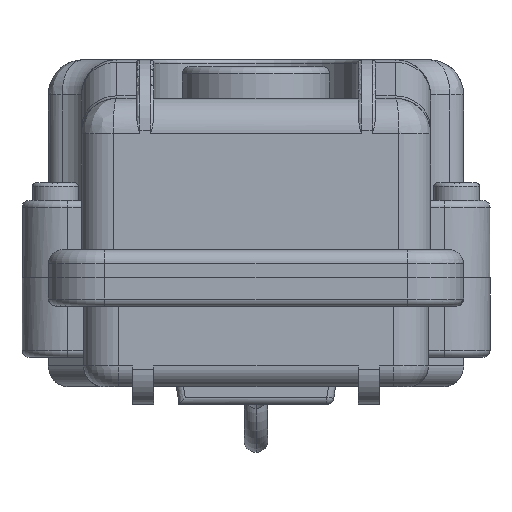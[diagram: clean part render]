
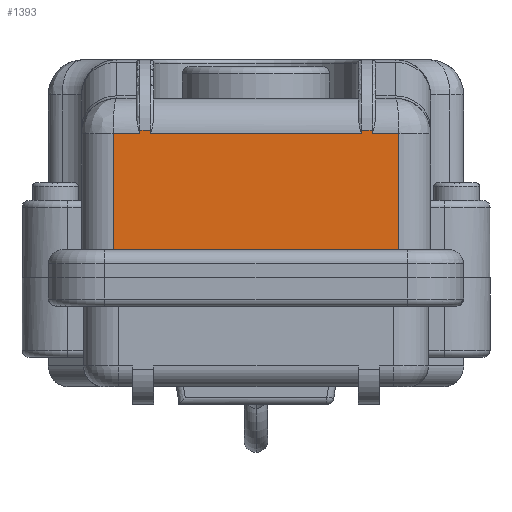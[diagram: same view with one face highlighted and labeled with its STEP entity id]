
A CAD part, front view. The second image highlights one B-rep face of the part: STEP entity #1393.
In plain terms, the highlighted planar face has unit normal (0, -1, 0).
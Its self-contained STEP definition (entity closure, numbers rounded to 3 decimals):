
#417 = ORIENTED_EDGE ( 'NONE', *, *, #30183, .T. ) ;
#562 = ORIENTED_EDGE ( 'NONE', *, *, #13339, .T. ) ;
#1316 = EDGE_CURVE ( 'NONE', #23270, #11107, #14502, .T. ) ;
#1393 = ADVANCED_FACE ( 'NONE', ( #25578 ), #25672, .F. ) ;
#1694 = CARTESIAN_POINT ( 'NONE',  ( 20.3, -171., 4. ) ) ;
#2000 = EDGE_CURVE ( 'NONE', #12320, #30593, #21837, .T. ) ;
#2292 = VERTEX_POINT ( 'NONE', #18646 ) ;
#2391 = DIRECTION ( 'NONE',  ( -1., 0., 0. ) ) ;
#3141 = DIRECTION ( 'NONE',  ( 0., 0., 1. ) ) ;
#3316 = LINE ( 'NONE', #9969, #21397 ) ;
#3500 = DIRECTION ( 'NONE',  ( -1., 0., 0. ) ) ;
#3851 = DIRECTION ( 'NONE',  ( 0., 0., -1. ) ) ;
#4276 = ORIENTED_EDGE ( 'NONE', *, *, #29348, .T. ) ;
#4442 = CARTESIAN_POINT ( 'NONE',  ( -20.3, -171., 20.5 ) ) ;
#4530 = EDGE_CURVE ( 'NONE', #11908, #26590, #24765, .T. ) ;
#5679 = CARTESIAN_POINT ( 'NONE',  ( -20.3, -171., 4. ) ) ;
#5766 = LINE ( 'NONE', #17291, #23850 ) ;
#5921 = VECTOR ( 'NONE', #2391, 1000. ) ;
#6131 = AXIS2_PLACEMENT_3D ( 'NONE', #9153, #11537, #28021 ) ;
#6578 = CARTESIAN_POINT ( 'NONE',  ( 15., -171., 21. ) ) ;
#6788 = CARTESIAN_POINT ( 'NONE',  ( -15., -171., 20.5 ) ) ;
#7434 = CARTESIAN_POINT ( 'NONE',  ( -16.5, -171., 20.5 ) ) ;
#7590 = EDGE_CURVE ( 'NONE', #26590, #15930, #27163, .T. ) ;
#7877 = ORIENTED_EDGE ( 'NONE', *, *, #14537, .T. ) ;
#8247 = VERTEX_POINT ( 'NONE', #1694 ) ;
#8273 = CARTESIAN_POINT ( 'NONE',  ( 16.5, -171., 20.5 ) ) ;
#8282 = VECTOR ( 'NONE', #15787, 1000. ) ;
#8492 = CARTESIAN_POINT ( 'NONE',  ( 15., -171., -164.871 ) ) ;
#8771 = DIRECTION ( 'NONE',  ( 0., 0., 1. ) ) ;
#8998 = LINE ( 'NONE', #17957, #8282 ) ;
#9153 = CARTESIAN_POINT ( 'NONE',  ( -20.3, -171., -164.871 ) ) ;
#9969 = CARTESIAN_POINT ( 'NONE',  ( -16.5, -171., 20.5 ) ) ;
#10105 = ORIENTED_EDGE ( 'NONE', *, *, #2000, .T. ) ;
#10342 = ORIENTED_EDGE ( 'NONE', *, *, #7590, .T. ) ;
#10354 = ORIENTED_EDGE ( 'NONE', *, *, #10980, .T. ) ;
#10980 = EDGE_CURVE ( 'NONE', #2292, #23763, #8998, .T. ) ;
#11107 = VERTEX_POINT ( 'NONE', #4442 ) ;
#11537 = DIRECTION ( 'NONE',  ( 0., 1., 0. ) ) ;
#11908 = VERTEX_POINT ( 'NONE', #29396 ) ;
#12218 = DIRECTION ( 'NONE',  ( 0., 0., 1. ) ) ;
#12320 = VERTEX_POINT ( 'NONE', #28645 ) ;
#12359 = DIRECTION ( 'NONE',  ( 0., 0., -1. ) ) ;
#12818 = EDGE_CURVE ( 'NONE', #23763, #12320, #22168, .T. ) ;
#13214 = LINE ( 'NONE', #23990, #25042 ) ;
#13339 = EDGE_CURVE ( 'NONE', #30593, #23270, #3316, .T. ) ;
#13344 = CARTESIAN_POINT ( 'NONE',  ( 14.5, -171., 21. ) ) ;
#13509 = CARTESIAN_POINT ( 'NONE',  ( -20.3, -171., 20.5 ) ) ;
#13846 = ORIENTED_EDGE ( 'NONE', *, *, #1316, .T. ) ;
#14502 = LINE ( 'NONE', #13509, #28512 ) ;
#14537 = EDGE_CURVE ( 'NONE', #8247, #11908, #13214, .T. ) ;
#14626 = VECTOR ( 'NONE', #8771, 1000. ) ;
#15787 = DIRECTION ( 'NONE',  ( -1., 0., 0. ) ) ;
#15814 = DIRECTION ( 'NONE',  ( -1., 0., 0. ) ) ;
#15900 = VECTOR ( 'NONE', #28670, 1000. ) ;
#15930 = VERTEX_POINT ( 'NONE', #20262 ) ;
#17291 = CARTESIAN_POINT ( 'NONE',  ( -20.3, -171., -164.871 ) ) ;
#17634 = CARTESIAN_POINT ( 'NONE',  ( -17., -171., 21. ) ) ;
#17811 = VERTEX_POINT ( 'NONE', #6578 ) ;
#17957 = CARTESIAN_POINT ( 'NONE',  ( -20.3, -171., 20.5 ) ) ;
#18569 = EDGE_LOOP ( 'NONE', ( #10105, #562, #13846, #28167, #417, #7877, #18666, #10342, #4276, #19941, #10354, #30291 ) ) ;
#18646 = CARTESIAN_POINT ( 'NONE',  ( 15., -171., 20.5 ) ) ;
#18666 = ORIENTED_EDGE ( 'NONE', *, *, #4530, .T. ) ;
#19180 = CARTESIAN_POINT ( 'NONE',  ( -15., -171., -164.871 ) ) ;
#19941 = ORIENTED_EDGE ( 'NONE', *, *, #21404, .T. ) ;
#20262 = CARTESIAN_POINT ( 'NONE',  ( 16.5, -171., 21. ) ) ;
#20534 = VECTOR ( 'NONE', #22154, 1000. ) ;
#21283 = LINE ( 'NONE', #5679, #20534 ) ;
#21288 = CARTESIAN_POINT ( 'NONE',  ( -20.3, -171., 20.5 ) ) ;
#21397 = VECTOR ( 'NONE', #12359, 1000. ) ;
#21404 = EDGE_CURVE ( 'NONE', #17811, #2292, #26100, .T. ) ;
#21837 = LINE ( 'NONE', #17634, #27361 ) ;
#22154 = DIRECTION ( 'NONE',  ( 1., 0., 0. ) ) ;
#22168 = LINE ( 'NONE', #19180, #15900 ) ;
#23270 = VERTEX_POINT ( 'NONE', #7434 ) ;
#23346 = VERTEX_POINT ( 'NONE', #24257 ) ;
#23599 = LINE ( 'NONE', #13344, #29847 ) ;
#23763 = VERTEX_POINT ( 'NONE', #6788 ) ;
#23850 = VECTOR ( 'NONE', #3141, 1000. ) ;
#23897 = CARTESIAN_POINT ( 'NONE',  ( -16.5, -171., 21. ) ) ;
#23990 = CARTESIAN_POINT ( 'NONE',  ( 20.3, -171., -164.871 ) ) ;
#24257 = CARTESIAN_POINT ( 'NONE',  ( -20.3, -171., 4. ) ) ;
#24526 = EDGE_CURVE ( 'NONE', #23346, #11107, #5766, .T. ) ;
#24765 = LINE ( 'NONE', #21288, #5921 ) ;
#25042 = VECTOR ( 'NONE', #12218, 1000. ) ;
#25286 = CARTESIAN_POINT ( 'NONE',  ( 16.5, -171., 21. ) ) ;
#25367 = VECTOR ( 'NONE', #3851, 1000. ) ;
#25578 = FACE_OUTER_BOUND ( 'NONE', #18569, .T. ) ;
#25672 = PLANE ( 'NONE',  #6131 ) ;
#26100 = LINE ( 'NONE', #8492, #25367 ) ;
#26590 = VERTEX_POINT ( 'NONE', #8273 ) ;
#27163 = LINE ( 'NONE', #25286, #14626 ) ;
#27361 = VECTOR ( 'NONE', #3500, 1000. ) ;
#27625 = DIRECTION ( 'NONE',  ( -1., 0., 0. ) ) ;
#28021 = DIRECTION ( 'NONE',  ( 0., 0., 1. ) ) ;
#28167 = ORIENTED_EDGE ( 'NONE', *, *, #24526, .F. ) ;
#28512 = VECTOR ( 'NONE', #27625, 1000. ) ;
#28645 = CARTESIAN_POINT ( 'NONE',  ( -15., -171., 21. ) ) ;
#28670 = DIRECTION ( 'NONE',  ( 0., 0., 1. ) ) ;
#29348 = EDGE_CURVE ( 'NONE', #15930, #17811, #23599, .T. ) ;
#29396 = CARTESIAN_POINT ( 'NONE',  ( 20.3, -171., 20.5 ) ) ;
#29847 = VECTOR ( 'NONE', #15814, 1000. ) ;
#30183 = EDGE_CURVE ( 'NONE', #23346, #8247, #21283, .T. ) ;
#30291 = ORIENTED_EDGE ( 'NONE', *, *, #12818, .T. ) ;
#30593 = VERTEX_POINT ( 'NONE', #23897 ) ;
